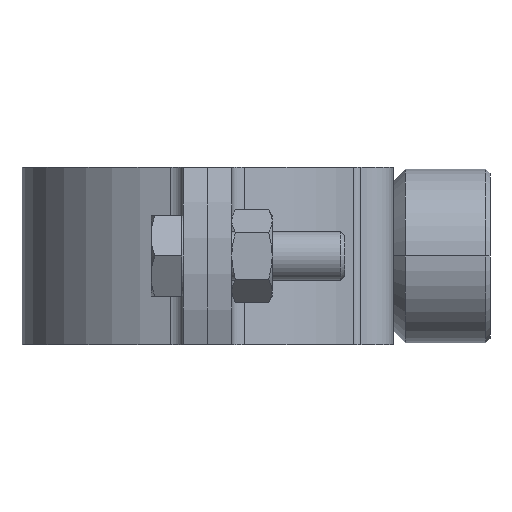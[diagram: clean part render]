
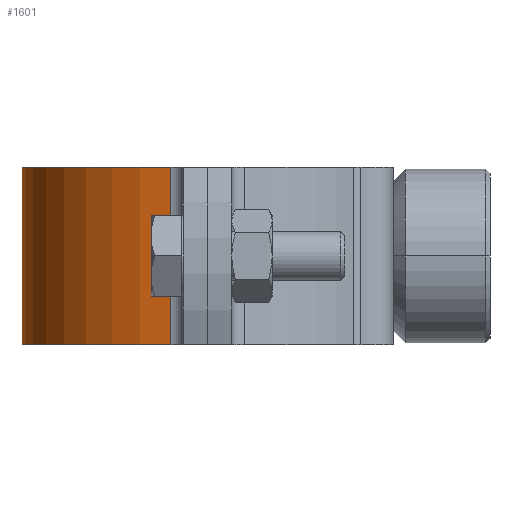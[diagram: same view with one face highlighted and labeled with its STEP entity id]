
A CAD part, left-side view. The second image highlights one B-rep face of the part: STEP entity #1601.
In plain terms, the highlighted cylindrical face has radius 23 mm (diameter 46 mm), a partial arc.
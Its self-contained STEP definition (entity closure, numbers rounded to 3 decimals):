
#196 = AXIS2_PLACEMENT_3D ( 'NONE', #5690, #350, #788 ) ;
#310 = DIRECTION ( 'NONE',  ( 0., 0., 1. ) ) ;
#328 = EDGE_CURVE ( 'NONE', #3632, #2341, #4034, .T. ) ;
#343 = CARTESIAN_POINT ( 'NONE',  ( -22.535, 4.6, -11. ) ) ;
#350 = DIRECTION ( 'NONE',  ( 0., 0., -1. ) ) ;
#698 = VECTOR ( 'NONE', #2820, 1000. ) ;
#788 = DIRECTION ( 'NONE',  ( 1., 0., 0. ) ) ;
#1108 = AXIS2_PLACEMENT_3D ( 'NONE', #4644, #310, #6122 ) ;
#1145 = EDGE_CURVE ( 'NONE', #2341, #3173, #5198, .T. ) ;
#1268 = ORIENTED_EDGE ( 'NONE', *, *, #1513, .T. ) ;
#1513 = EDGE_CURVE ( 'NONE', #4097, #3173, #5112, .T. ) ;
#1601 = ADVANCED_FACE ( 'NONE', ( #1695 ), #6064, .T. ) ;
#1695 = FACE_OUTER_BOUND ( 'NONE', #2089, .T. ) ;
#1851 = DIRECTION ( 'NONE',  ( 0., 0., -1. ) ) ;
#1890 = LINE ( 'NONE', #3773, #6229 ) ;
#2089 = EDGE_LOOP ( 'NONE', ( #1268, #2416, #4205, #2955 ) ) ;
#2260 = CARTESIAN_POINT ( 'NONE',  ( -22.535, 4.6, 11. ) ) ;
#2341 = VERTEX_POINT ( 'NONE', #2260 ) ;
#2416 = ORIENTED_EDGE ( 'NONE', *, *, #1145, .F. ) ;
#2452 = DIRECTION ( 'NONE',  ( -1., 0., 0. ) ) ;
#2515 = CARTESIAN_POINT ( 'NONE',  ( 0., 0., 11. ) ) ;
#2820 = DIRECTION ( 'NONE',  ( 0., 0., -1. ) ) ;
#2955 = ORIENTED_EDGE ( 'NONE', *, *, #3951, .T. ) ;
#3173 = VERTEX_POINT ( 'NONE', #343 ) ;
#3184 = CARTESIAN_POINT ( 'NONE',  ( 22.535, 4.6, -11. ) ) ;
#3632 = VERTEX_POINT ( 'NONE', #4000 ) ;
#3773 = CARTESIAN_POINT ( 'NONE',  ( 22.535, 4.6, 11. ) ) ;
#3951 = EDGE_CURVE ( 'NONE', #3632, #4097, #1890, .T. ) ;
#3981 = DIRECTION ( 'NONE',  ( 0., 0., 1. ) ) ;
#4000 = CARTESIAN_POINT ( 'NONE',  ( 22.535, 4.6, 11. ) ) ;
#4034 = CIRCLE ( 'NONE', #4139, 23. ) ;
#4097 = VERTEX_POINT ( 'NONE', #3184 ) ;
#4139 = AXIS2_PLACEMENT_3D ( 'NONE', #2515, #3981, #2452 ) ;
#4205 = ORIENTED_EDGE ( 'NONE', *, *, #328, .F. ) ;
#4644 = CARTESIAN_POINT ( 'NONE',  ( 0., 0., -11. ) ) ;
#5112 = CIRCLE ( 'NONE', #1108, 23. ) ;
#5133 = CARTESIAN_POINT ( 'NONE',  ( -22.535, 4.6, 11. ) ) ;
#5198 = LINE ( 'NONE', #5133, #698 ) ;
#5690 = CARTESIAN_POINT ( 'NONE',  ( 0., 0., 11. ) ) ;
#6064 = CYLINDRICAL_SURFACE ( 'NONE', #196, 23. ) ;
#6122 = DIRECTION ( 'NONE',  ( -1., 0., 0. ) ) ;
#6229 = VECTOR ( 'NONE', #1851, 1000. ) ;
